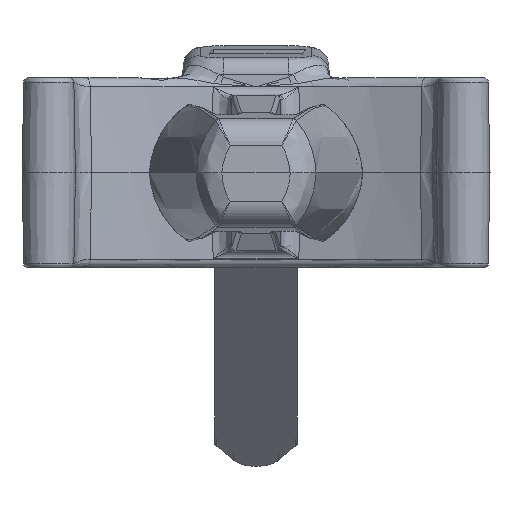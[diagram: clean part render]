
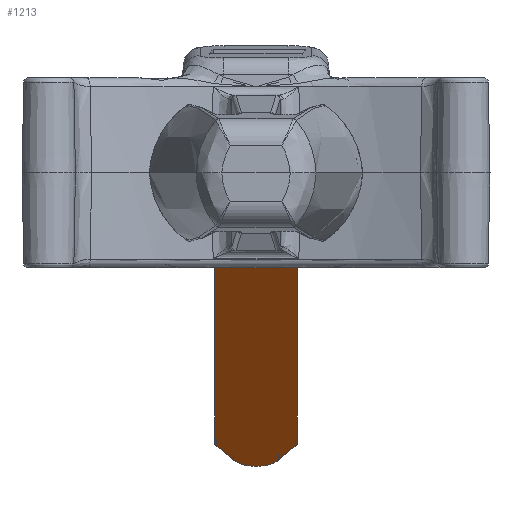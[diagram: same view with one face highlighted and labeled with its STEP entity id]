
A CAD part, front view. The second image highlights one B-rep face of the part: STEP entity #1213.
In plain terms, the highlighted planar face has unit normal (0, -0.407, -0.913).
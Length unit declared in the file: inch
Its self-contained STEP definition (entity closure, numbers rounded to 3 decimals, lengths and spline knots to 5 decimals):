
#1213=ADVANCED_FACE('',(#1882),#1454,.T.);
#1454=PLANE('',#8387);
#1882=FACE_OUTER_BOUND('',#2368,.T.);
#2368=EDGE_LOOP('',(#5192,#5193,#5194,#5195,#5196,#5197,#5198,#5199));
#2848=LINE('',#15456,#3407);
#2859=LINE('',#15486,#3418);
#2860=LINE('',#15490,#3419);
#2861=LINE('',#15494,#3420);
#2862=LINE('',#15498,#3421);
#3407=VECTOR('',#9952,1.);
#3418=VECTOR('',#9977,1.);
#3419=VECTOR('',#9980,1.);
#3420=VECTOR('',#9983,1.);
#3421=VECTOR('',#9986,1.);
#5192=ORIENTED_EDGE('',*,*,#7468,.T.);
#5193=ORIENTED_EDGE('',*,*,#7453,.F.);
#5194=ORIENTED_EDGE('',*,*,#7469,.T.);
#5195=ORIENTED_EDGE('',*,*,#7470,.F.);
#5196=ORIENTED_EDGE('',*,*,#7471,.T.);
#5197=ORIENTED_EDGE('',*,*,#7472,.T.);
#5198=ORIENTED_EDGE('',*,*,#7473,.T.);
#5199=ORIENTED_EDGE('',*,*,#7474,.F.);
#6455=VERTEX_POINT('',#15455);
#6456=VERTEX_POINT('',#15457);
#6468=VERTEX_POINT('',#15487);
#6469=VERTEX_POINT('',#15489);
#6470=VERTEX_POINT('',#15491);
#6471=VERTEX_POINT('',#15493);
#6472=VERTEX_POINT('',#15495);
#6473=VERTEX_POINT('',#15497);
#7453=EDGE_CURVE('',#6455,#6456,#2848,.T.);
#7468=EDGE_CURVE('',#6468,#6456,#2859,.T.);
#7469=EDGE_CURVE('',#6455,#6469,#7855,.T.);
#7470=EDGE_CURVE('',#6470,#6469,#2860,.T.);
#7471=EDGE_CURVE('',#6470,#6471,#7856,.T.);
#7472=EDGE_CURVE('',#6471,#6472,#2861,.T.);
#7473=EDGE_CURVE('',#6472,#6473,#7857,.T.);
#7474=EDGE_CURVE('',#6468,#6473,#2862,.T.);
#7855=ELLIPSE('',#8384,0.01607,0.015);
#7856=ELLIPSE('',#8385,0.03451,0.03);
#7857=ELLIPSE('',#8386,0.01607,0.015);
#8384=AXIS2_PLACEMENT_3D('',#15488,#9978,#9979);
#8385=AXIS2_PLACEMENT_3D('',#15492,#9981,#9982);
#8386=AXIS2_PLACEMENT_3D('',#15496,#9984,#9985);
#8387=AXIS2_PLACEMENT_3D('',#15499,#9987,#9988);
#9952=DIRECTION('',(0.,-0.914,0.407));
#9977=DIRECTION('',(-1.,0.,0.));
#9978=DIRECTION('',(0.,-0.407,-0.914));
#9979=DIRECTION('',(0.249,-0.885,0.394));
#9980=DIRECTION('',(-0.438,-0.821,0.366));
#9981=DIRECTION('',(0.,-0.407,-0.914));
#9982=DIRECTION('',(0.,0.914,-0.407));
#9983=DIRECTION('',(0.438,-0.821,0.366));
#9984=DIRECTION('',(0.,-0.407,-0.914));
#9985=DIRECTION('',(-0.249,-0.885,0.394));
#9986=DIRECTION('',(0.,0.914,-0.407));
#9987=DIRECTION('',(0.,-0.407,-0.914));
#9988=DIRECTION('',(-1.,0.,0.));
#15455=CARTESIAN_POINT('',(-0.048,3.93349,-0.31277));
#15456=CARTESIAN_POINT('',(-0.048,3.70716,-0.212));
#15457=CARTESIAN_POINT('',(-0.048,3.27759,-0.02074));
#15486=CARTESIAN_POINT('',(0.,3.27759,-0.02074));
#15487=CARTESIAN_POINT('',(0.048,3.27759,-0.02074));
#15488=CARTESIAN_POINT('',(-0.03293,3.93301,-0.31255));
#15489=CARTESIAN_POINT('',(-0.04636,3.94007,-0.3157));
#15490=CARTESIAN_POINT('',(-0.1379,3.76861,-0.23936));
#15491=CARTESIAN_POINT('',(-0.02616,3.9779,-0.33254));
#15492=CARTESIAN_POINT('',(0.,3.96247,-0.32567));
#15493=CARTESIAN_POINT('',(0.02616,3.9779,-0.33254));
#15494=CARTESIAN_POINT('',(0.1379,3.76861,-0.23936));
#15495=CARTESIAN_POINT('',(0.04636,3.94007,-0.3157));
#15496=CARTESIAN_POINT('',(0.03293,3.93301,-0.31255));
#15497=CARTESIAN_POINT('',(0.048,3.93349,-0.31277));
#15498=CARTESIAN_POINT('',(0.048,3.70716,-0.212));
#15499=CARTESIAN_POINT('',(0.,3.70716,-0.212));
